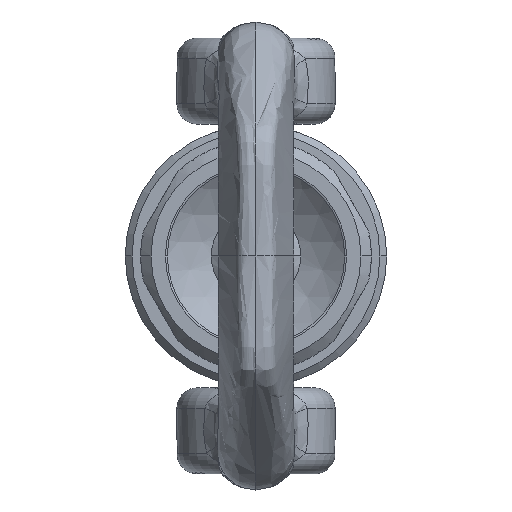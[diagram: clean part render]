
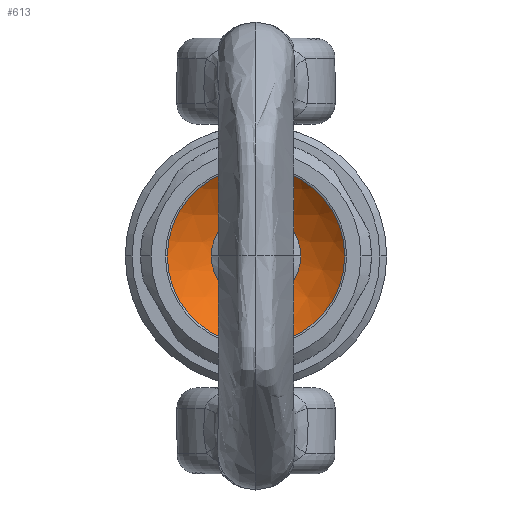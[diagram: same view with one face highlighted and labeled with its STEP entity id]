
A CAD part, left-side view. The second image highlights one B-rep face of the part: STEP entity #613.
In plain terms, the highlighted spherical face has radius 18.5 mm.
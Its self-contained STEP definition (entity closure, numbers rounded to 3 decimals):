
#613=ADVANCED_FACE('',(#1356,#1357),#1358,.F.);
#1356=FACE_OUTER_BOUND('',#13571,.T.);
#1357=FACE_BOUND('',#13572,.T.);
#1358=SPHERICAL_SURFACE('',#13573,18.5);
#13571=EDGE_LOOP('',(#15424,#15425));
#13572=EDGE_LOOP('',(#15426,#15427,#15428));
#13573=AXIS2_PLACEMENT_3D('',#15429,#15430,#15431);
#15424=ORIENTED_EDGE('',*,*,#17016,.T.);
#15425=ORIENTED_EDGE('',*,*,#17051,.T.);
#15426=ORIENTED_EDGE('',*,*,#17039,.T.);
#15427=ORIENTED_EDGE('',*,*,#17034,.T.);
#15428=ORIENTED_EDGE('',*,*,#17040,.T.);
#15429=CARTESIAN_POINT('',(-13.162,0.0,0.0));
#15430=DIRECTION('',(0.0,0.0,-1.0));
#15431=DIRECTION('',(0.0,1.0,0.0));
#17016=EDGE_CURVE('',#18343,#18347,#18349,.T.);
#17034=EDGE_CURVE('',#18379,#18377,#18380,.T.);
#17039=EDGE_CURVE('',#18386,#18379,#18387,.T.);
#17040=EDGE_CURVE('',#18377,#18386,#18388,.T.);
#17051=EDGE_CURVE('',#18347,#18343,#18401,.T.);
#18343=VERTEX_POINT('',#28762);
#18347=VERTEX_POINT('',#28766);
#18349=CIRCLE('',#28768,12.885);
#18377=VERTEX_POINT('',#28800);
#18379=VERTEX_POINT('',#28803);
#18380=CIRCLE('',#28804,6.5);
#18386=VERTEX_POINT('',#28811);
#18387=CIRCLE('',#28812,6.5);
#18388=CIRCLE('',#28813,6.5);
#18401=CIRCLE('',#28827,12.885);
#28762=CARTESIAN_POINT('',(0.113,-12.885,0.));
#28766=CARTESIAN_POINT('',(0.113,12.885,0.));
#28768=AXIS2_PLACEMENT_3D('',#30615,#30616,#30617);
#28800=CARTESIAN_POINT('',(4.158,0.,6.5));
#28803=CARTESIAN_POINT('',(4.158,0.,-6.5));
#28804=AXIS2_PLACEMENT_3D('',#30647,#30648,#30649);
#28811=CARTESIAN_POINT('',(4.158,-6.5,0.));
#28812=AXIS2_PLACEMENT_3D('',#30657,#30658,#30659);
#28813=AXIS2_PLACEMENT_3D('',#30660,#30661,#30662);
#28827=AXIS2_PLACEMENT_3D('',#30676,#30677,#30678);
#30615=CARTESIAN_POINT('',(0.113,0.,0.0));
#30616=DIRECTION('',(-1.0,0.,0.0));
#30617=DIRECTION('',(0.,-1.0,0.0));
#30647=CARTESIAN_POINT('',(4.158,0.,0.));
#30648=DIRECTION('',(1.0,0.,0.));
#30649=DIRECTION('',(0.,-1.0,0.));
#30657=CARTESIAN_POINT('',(4.158,0.,0.));
#30658=DIRECTION('',(1.0,0.,0.));
#30659=DIRECTION('',(0.,-1.0,0.));
#30660=CARTESIAN_POINT('',(4.158,0.,0.));
#30661=DIRECTION('',(1.0,0.,0.));
#30662=DIRECTION('',(0.,-1.0,0.));
#30676=CARTESIAN_POINT('',(0.113,0.,0.0));
#30677=DIRECTION('',(-1.0,0.,0.0));
#30678=DIRECTION('',(0.,-1.0,0.0));
